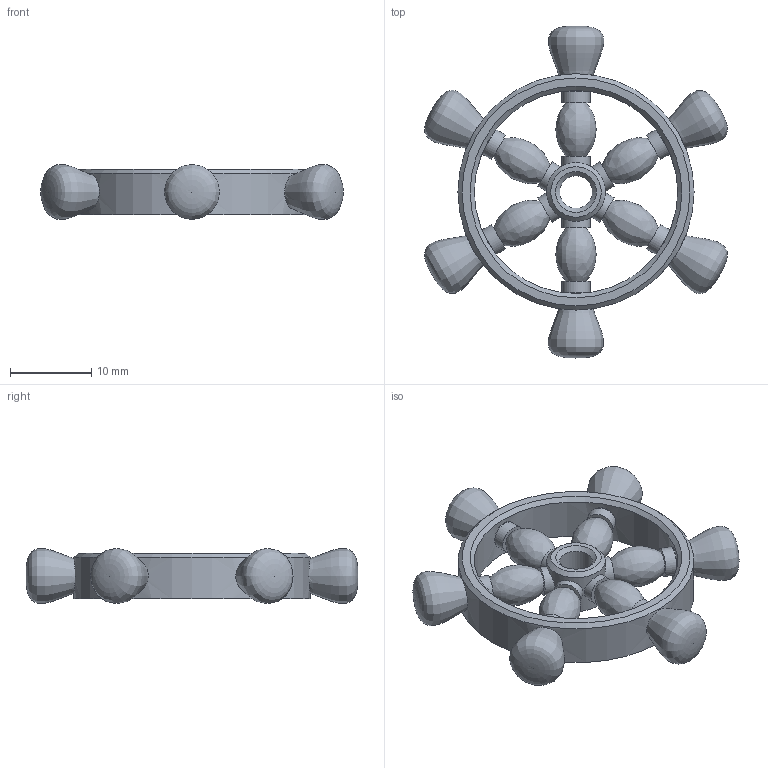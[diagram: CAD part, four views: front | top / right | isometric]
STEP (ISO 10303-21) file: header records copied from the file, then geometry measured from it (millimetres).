
FILE_DESCRIPTION(/* description */ ('','CAx-IF Rec.Pracs.---Representation and Presentation of Product Manufacturing Information (PMI)---4.0---2014-10-13'),/* implementation_level */ '2;1');
FILE_NAME(/* name */ 'PatronCircular_estrella v1.step',/* time_stamp */ '2025-02-19T23:10:06-05:00',/* author */ (''),/* organization */ (''),/* preprocessor_version */ 'ST-DEVELOPER v20',/* originating_system */ 'Autodesk Translation Framework v13.20.0.188',/* authorisation */ '');
FILE_SCHEMA (('AP242_MANAGED_MODEL_BASED_3D_ENGINEERING_MIM_LF { 1 0 10303 442 1 1 4 }'));
Length unit declared in the file: millimetre
Products named in the file (1): PatronCircular_estrella
Bounding box: 37.2 x 40.78 x 6.74 mm (x, y, z)
Volume: 2732.8 mm3; surface area: 2866.1 mm2
Topology: 1 solids, 1 shells, 60 faces, 122 edges, 78 vertices
Faces by surface type: bspline 24, plane 16, cylinder 16, cone 4
Full cylindrical faces by diameter (mm): 3.464 x12, 4 x1, 7.2 x1, 25 x1, 29 x1
Entity records: 4209 total; most frequent: CARTESIAN_POINT 3039, ORIENTED_EDGE 232, DIRECTION 202, EDGE_CURVE 116, EDGE_LOOP 94, AXIS2_PLACEMENT_3D 91, VERTEX_POINT 78, FACE_OUTER_BOUND 60
